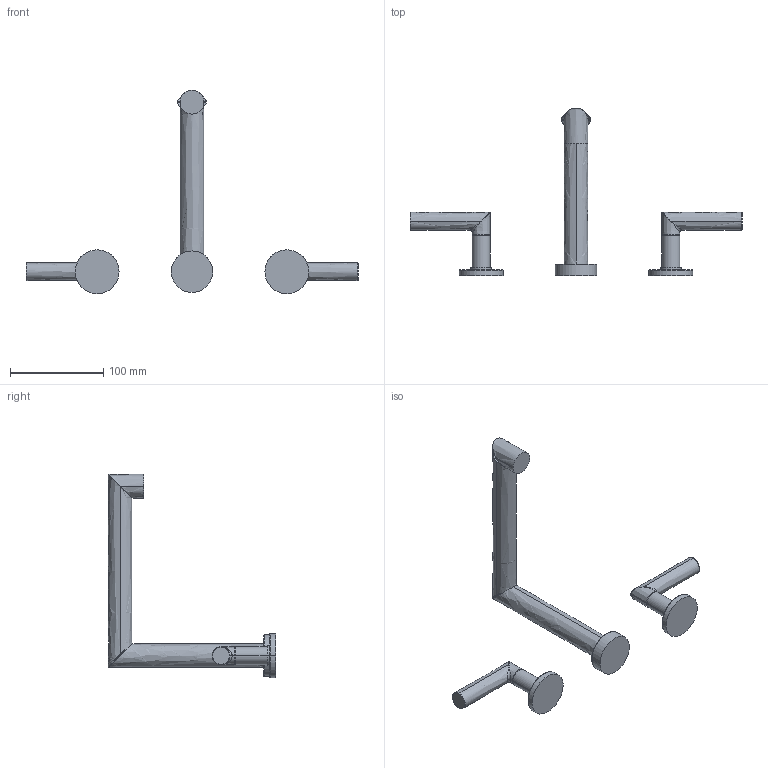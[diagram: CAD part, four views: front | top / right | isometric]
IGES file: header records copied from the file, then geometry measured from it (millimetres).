
Start section:  PTC IGES file: 3-3126.igs
Global section: file name: 3-3126.igs; native system: Creo Parametric by PTC Inc.; preprocessor: 2018400; author: jinson.thomas; organization: Unknown; date: 20210315.144213; units: inch
Bounding box: 355.6 x 179.42 x 217.81 mm (x, y, z)
Volume: 271294.7 mm3; surface area: 58652.4 mm2
Topology: 3 solids, 5 shells, 87 faces, 194 edges, 118 vertices
Faces by surface type: revolution 46, bspline 41
